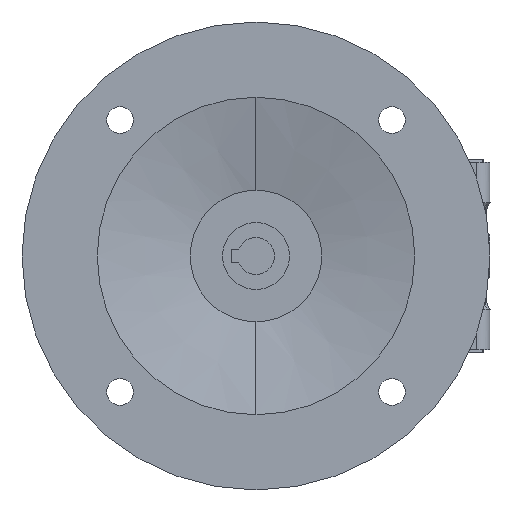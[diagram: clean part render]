
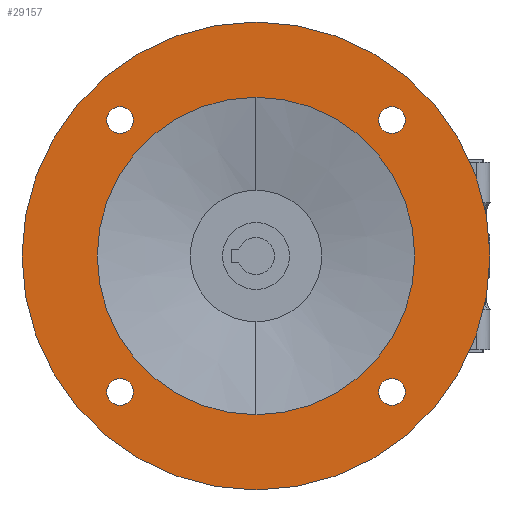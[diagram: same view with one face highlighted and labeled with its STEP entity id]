
A CAD part, left-side view. The second image highlights one B-rep face of the part: STEP entity #29157.
In plain terms, the highlighted planar face has unit normal (-1, 0, 0).
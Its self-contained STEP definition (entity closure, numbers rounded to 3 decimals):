
#28624=CARTESIAN_POINT('',(-11.,0.,0.));
#28625=DIRECTION('',(-1.,0.,0.));
#28626=DIRECTION('',(0.,0.,1.));
#28627=AXIS2_PLACEMENT_3D('',#28624,#28625,#28626);
#28629=CARTESIAN_POINT('',(-11.,0.,0.));
#28630=DIRECTION('',(-1.,0.,0.));
#28631=DIRECTION('',(0.,0.,-1.));
#28632=AXIS2_PLACEMENT_3D('',#28629,#28630,#28631);
#28634=CARTESIAN_POINT('',(-11.,40.659,-40.659));
#28635=DIRECTION('',(1.,0.,0.));
#28636=DIRECTION('',(0.,0.,-1.));
#28637=AXIS2_PLACEMENT_3D('',#28634,#28635,#28636);
#28639=CARTESIAN_POINT('',(-11.,40.659,-40.659));
#28640=DIRECTION('',(1.,0.,0.));
#28641=DIRECTION('',(0.,0.,1.));
#28642=AXIS2_PLACEMENT_3D('',#28639,#28640,#28641);
#28644=CARTESIAN_POINT('',(-11.,-40.659,-40.659));
#28645=DIRECTION('',(1.,0.,0.));
#28646=DIRECTION('',(0.,0.,-1.));
#28647=AXIS2_PLACEMENT_3D('',#28644,#28645,#28646);
#28649=CARTESIAN_POINT('',(-11.,-40.659,-40.659));
#28650=DIRECTION('',(1.,0.,0.));
#28651=DIRECTION('',(0.,0.,1.));
#28652=AXIS2_PLACEMENT_3D('',#28649,#28650,#28651);
#28654=CARTESIAN_POINT('',(-11.,-40.659,40.659));
#28655=DIRECTION('',(1.,0.,0.));
#28656=DIRECTION('',(0.,0.,-1.));
#28657=AXIS2_PLACEMENT_3D('',#28654,#28655,#28656);
#28659=CARTESIAN_POINT('',(-11.,-40.659,40.659));
#28660=DIRECTION('',(1.,0.,0.));
#28661=DIRECTION('',(0.,0.,1.));
#28662=AXIS2_PLACEMENT_3D('',#28659,#28660,#28661);
#28664=CARTESIAN_POINT('',(-11.,40.659,40.659));
#28665=DIRECTION('',(1.,0.,0.));
#28666=DIRECTION('',(0.,0.,-1.));
#28667=AXIS2_PLACEMENT_3D('',#28664,#28665,#28666);
#28669=CARTESIAN_POINT('',(-11.,40.659,40.659));
#28670=DIRECTION('',(1.,0.,0.));
#28671=DIRECTION('',(0.,0.,1.));
#28672=AXIS2_PLACEMENT_3D('',#28669,#28670,#28671);
#28674=CARTESIAN_POINT('',(-11.,0.,0.));
#28675=DIRECTION('',(1.,0.,0.));
#28676=DIRECTION('',(0.,0.,-1.));
#28677=AXIS2_PLACEMENT_3D('',#28674,#28675,#28676);
#28679=CARTESIAN_POINT('',(-11.,0.,0.));
#28680=DIRECTION('',(1.,0.,0.));
#28681=DIRECTION('',(0.,0.,1.));
#28682=AXIS2_PLACEMENT_3D('',#28679,#28680,#28681);
#28806=CARTESIAN_POINT('',(-11.,-40.659,-36.659));
#28808=VERTEX_POINT('',#28806);
#28810=CARTESIAN_POINT('',(-11.,40.659,36.659));
#28812=VERTEX_POINT('',#28810);
#28816=CARTESIAN_POINT('',(-11.,-40.659,44.659));
#28817=VERTEX_POINT('',#28816);
#28818=CARTESIAN_POINT('',(-11.,-40.659,36.659));
#28819=VERTEX_POINT('',#28818);
#28820=CARTESIAN_POINT('',(-11.,-40.659,-44.659));
#28821=VERTEX_POINT('',#28820);
#28828=CARTESIAN_POINT('',(-11.,40.659,-36.659));
#28829=VERTEX_POINT('',#28828);
#28830=CARTESIAN_POINT('',(-11.,40.659,-44.659));
#28831=VERTEX_POINT('',#28830);
#28832=CARTESIAN_POINT('',(-11.,40.659,44.659));
#28833=VERTEX_POINT('',#28832);
#28846=CARTESIAN_POINT('',(-11.,0.,-70.));
#28847=VERTEX_POINT('',#28846);
#28848=CARTESIAN_POINT('',(-11.,0.,70.));
#28849=VERTEX_POINT('',#28848);
#28854=CARTESIAN_POINT('',(-11.,0.,-47.5));
#28855=VERTEX_POINT('',#28854);
#28856=CARTESIAN_POINT('',(-11.,0.,47.5));
#28857=VERTEX_POINT('',#28856);
#29118=CARTESIAN_POINT('',(-11.,47.5,0.));
#29119=DIRECTION('',(1.,0.,0.));
#29120=DIRECTION('',(0.,0.,-1.));
#29121=AXIS2_PLACEMENT_3D('',#29118,#29119,#29120);
#29122=PLANE('',#29121);
#29124=ORIENTED_EDGE('',*,*,#29123,.F.);
#29126=ORIENTED_EDGE('',*,*,#29125,.F.);
#29127=EDGE_LOOP('',(#29124,#29126));
#29128=FACE_OUTER_BOUND('',#29127,.F.);
#29130=ORIENTED_EDGE('',*,*,#29129,.F.);
#29132=ORIENTED_EDGE('',*,*,#29131,.F.);
#29133=EDGE_LOOP('',(#29130,#29132));
#29134=FACE_BOUND('',#29133,.F.);
#29136=ORIENTED_EDGE('',*,*,#29135,.F.);
#29138=ORIENTED_EDGE('',*,*,#29137,.F.);
#29139=EDGE_LOOP('',(#29136,#29138));
#29140=FACE_BOUND('',#29139,.F.);
#29142=ORIENTED_EDGE('',*,*,#29141,.F.);
#29144=ORIENTED_EDGE('',*,*,#29143,.F.);
#29145=EDGE_LOOP('',(#29142,#29144));
#29146=FACE_BOUND('',#29145,.F.);
#29148=ORIENTED_EDGE('',*,*,#29147,.F.);
#29150=ORIENTED_EDGE('',*,*,#29149,.F.);
#29151=EDGE_LOOP('',(#29148,#29150));
#29152=FACE_BOUND('',#29151,.F.);
#29153=ORIENTED_EDGE('',*,*,#28901,.F.);
#29154=ORIENTED_EDGE('',*,*,#28918,.F.);
#29155=EDGE_LOOP('',(#29153,#29154));
#29156=FACE_BOUND('',#29155,.F.);
#29157=ADVANCED_FACE('',(#29128,#29134,#29140,#29146,#29152,#29156),#29122,.F.);
#28628=CIRCLE('',#28627,70.);
#28633=CIRCLE('',#28632,70.);
#28638=CIRCLE('',#28637,4.);
#28643=CIRCLE('',#28642,4.);
#28648=CIRCLE('',#28647,4.);
#28653=CIRCLE('',#28652,4.);
#28658=CIRCLE('',#28657,4.);
#28663=CIRCLE('',#28662,4.);
#28668=CIRCLE('',#28667,4.);
#28673=CIRCLE('',#28672,4.);
#28678=CIRCLE('',#28677,47.5);
#28683=CIRCLE('',#28682,47.5);
#28901=EDGE_CURVE('',#28855,#28857,#28678,.T.);
#28918=EDGE_CURVE('',#28857,#28855,#28683,.T.);
#29123=EDGE_CURVE('',#28849,#28847,#28628,.T.);
#29125=EDGE_CURVE('',#28847,#28849,#28633,.T.);
#29129=EDGE_CURVE('',#28831,#28829,#28638,.T.);
#29131=EDGE_CURVE('',#28829,#28831,#28643,.T.);
#29135=EDGE_CURVE('',#28821,#28808,#28648,.T.);
#29137=EDGE_CURVE('',#28808,#28821,#28653,.T.);
#29141=EDGE_CURVE('',#28819,#28817,#28658,.T.);
#29143=EDGE_CURVE('',#28817,#28819,#28663,.T.);
#29147=EDGE_CURVE('',#28812,#28833,#28668,.T.);
#29149=EDGE_CURVE('',#28833,#28812,#28673,.T.);
